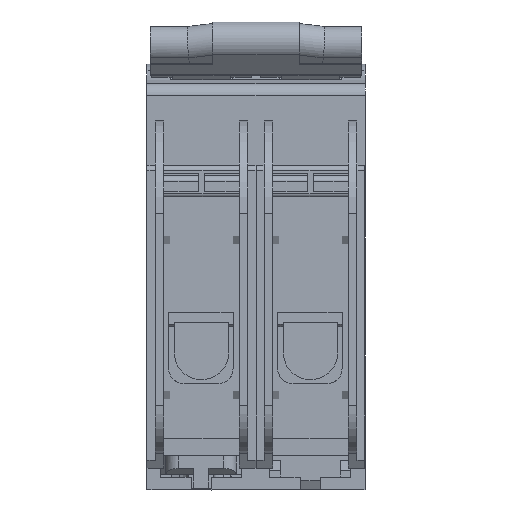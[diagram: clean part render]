
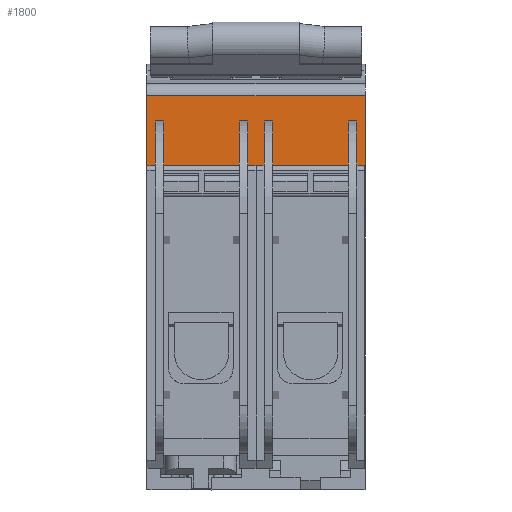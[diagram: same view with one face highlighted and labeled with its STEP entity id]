
A CAD part, front view. The second image highlights one B-rep face of the part: STEP entity #1800.
In plain terms, the highlighted planar face has unit normal (0, -1, 0).
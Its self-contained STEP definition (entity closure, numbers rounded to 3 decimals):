
#1628=AXIS2_PLACEMENT_3D('Plane Axis2P3D',#1625,#1626,#1627) ;
#557=CARTESIAN_POINT('Control Point',(0.,35.37,49.739)) ;
#558=CARTESIAN_POINT('Control Point',(0.,35.37,49.52)) ;
#559=CARTESIAN_POINT('Control Point',(0.,35.37,49.3)) ;
#560=CARTESIAN_POINT('Control Point',(0.,35.37,49.08)) ;
#561=CARTESIAN_POINT('Control Point',(0.,35.37,48.861)) ;
#562=CARTESIAN_POINT('Vertex',(0.,35.37,48.861)) ;
#564=CARTESIAN_POINT('Vertex',(0.,35.37,49.739)) ;
#567=CARTESIAN_POINT('Line Origine',(0.,35.37,56.678)) ;
#571=CARTESIAN_POINT('Vertex',(0.,35.37,63.618)) ;
#1625=CARTESIAN_POINT('Axis2P3D Location',(0.,35.37,63.618)) ;
#1630=CARTESIAN_POINT('Line Origine',(35.175,35.37,48.861)) ;
#1634=CARTESIAN_POINT('Vertex',(35.2,35.37,48.861)) ;
#1636=CARTESIAN_POINT('Vertex',(35.15,35.37,48.861)) ;
#1639=CARTESIAN_POINT('Line Origine',(35.2,35.37,49.3)) ;
#1643=CARTESIAN_POINT('Vertex',(35.2,35.37,49.739)) ;
#1646=CARTESIAN_POINT('Line Origine',(35.2,35.37,56.678)) ;
#1650=CARTESIAN_POINT('Vertex',(35.2,35.37,63.618)) ;
#1653=CARTESIAN_POINT('Line Origine',(17.6,35.37,63.618)) ;
#1658=CARTESIAN_POINT('Line Origine',(0.35,35.37,48.861)) ;
#1662=CARTESIAN_POINT('Vertex',(0.7,35.37,48.861)) ;
#1665=CARTESIAN_POINT('Line Origine',(0.7,35.37,49.3)) ;
#1669=CARTESIAN_POINT('Vertex',(0.7,35.37,49.739)) ;
#1672=CARTESIAN_POINT('Line Origine',(8.8,35.37,49.739)) ;
#1676=CARTESIAN_POINT('Vertex',(16.9,35.37,49.739)) ;
#1679=CARTESIAN_POINT('Line Origine',(16.9,35.37,49.3)) ;
#1683=CARTESIAN_POINT('Vertex',(16.9,35.37,48.861)) ;
#1686=CARTESIAN_POINT('Line Origine',(17.25,35.37,48.861)) ;
#1690=CARTESIAN_POINT('Vertex',(17.6,35.37,48.861)) ;
#1693=CARTESIAN_POINT('Line Origine',(17.625,35.37,48.861)) ;
#1697=CARTESIAN_POINT('Vertex',(17.65,35.37,48.861)) ;
#1700=CARTESIAN_POINT('Line Origine',(17.65,35.37,50.598)) ;
#1704=CARTESIAN_POINT('Vertex',(17.65,35.37,52.335)) ;
#1707=CARTESIAN_POINT('Line Origine',(18.275,35.37,52.335)) ;
#1711=CARTESIAN_POINT('Vertex',(18.9,35.37,52.335)) ;
#1714=CARTESIAN_POINT('Line Origine',(18.9,35.37,55.985)) ;
#1718=CARTESIAN_POINT('Vertex',(18.9,35.37,59.635)) ;
#1721=CARTESIAN_POINT('Line Origine',(19.6,35.37,59.635)) ;
#1725=CARTESIAN_POINT('Vertex',(20.3,35.37,59.635)) ;
#1728=CARTESIAN_POINT('Line Origine',(20.3,35.37,55.985)) ;
#1732=CARTESIAN_POINT('Vertex',(20.3,35.37,52.335)) ;
#1735=CARTESIAN_POINT('Line Origine',(26.4,35.37,52.335)) ;
#1739=CARTESIAN_POINT('Vertex',(32.5,35.37,52.335)) ;
#1742=CARTESIAN_POINT('Line Origine',(32.5,35.37,55.985)) ;
#1746=CARTESIAN_POINT('Vertex',(32.5,35.37,59.635)) ;
#1749=CARTESIAN_POINT('Line Origine',(33.2,35.37,59.635)) ;
#1753=CARTESIAN_POINT('Vertex',(33.9,35.37,59.635)) ;
#1756=CARTESIAN_POINT('Line Origine',(33.9,35.37,55.985)) ;
#1760=CARTESIAN_POINT('Vertex',(33.9,35.37,52.335)) ;
#1763=CARTESIAN_POINT('Line Origine',(34.525,35.37,52.335)) ;
#1767=CARTESIAN_POINT('Vertex',(35.15,35.37,52.335)) ;
#1770=CARTESIAN_POINT('Line Origine',(35.15,35.37,50.598)) ;
#568=DIRECTION('Vector Direction',(0.,0.,-1.)) ;
#1626=DIRECTION('Axis2P3D Direction',(0.,-1.,0.)) ;
#1627=DIRECTION('Axis2P3D XDirection',(0.,0.,-1.)) ;
#1631=DIRECTION('Vector Direction',(-1.,0.,0.)) ;
#1640=DIRECTION('Vector Direction',(0.,0.,-1.)) ;
#1647=DIRECTION('Vector Direction',(0.,0.,-1.)) ;
#1654=DIRECTION('Vector Direction',(1.,0.,0.)) ;
#1659=DIRECTION('Vector Direction',(1.,0.,0.)) ;
#1666=DIRECTION('Vector Direction',(0.,0.,-1.)) ;
#1673=DIRECTION('Vector Direction',(1.,0.,0.)) ;
#1680=DIRECTION('Vector Direction',(0.,0.,-1.)) ;
#1687=DIRECTION('Vector Direction',(-1.,0.,0.)) ;
#1694=DIRECTION('Vector Direction',(1.,0.,0.)) ;
#1701=DIRECTION('Vector Direction',(0.,0.,1.)) ;
#1708=DIRECTION('Vector Direction',(-1.,0.,0.)) ;
#1715=DIRECTION('Vector Direction',(0.,0.,1.)) ;
#1722=DIRECTION('Vector Direction',(1.,0.,0.)) ;
#1729=DIRECTION('Vector Direction',(0.,0.,1.)) ;
#1736=DIRECTION('Vector Direction',(-1.,0.,0.)) ;
#1743=DIRECTION('Vector Direction',(0.,0.,-1.)) ;
#1750=DIRECTION('Vector Direction',(1.,0.,0.)) ;
#1757=DIRECTION('Vector Direction',(0.,0.,-1.)) ;
#1764=DIRECTION('Vector Direction',(-1.,0.,0.)) ;
#1771=DIRECTION('Vector Direction',(0.,0.,-1.)) ;
#569=VECTOR('Line Direction',#568,1.) ;
#1632=VECTOR('Line Direction',#1631,1.) ;
#1641=VECTOR('Line Direction',#1640,1.) ;
#1648=VECTOR('Line Direction',#1647,1.) ;
#1655=VECTOR('Line Direction',#1654,1.) ;
#1660=VECTOR('Line Direction',#1659,1.) ;
#1667=VECTOR('Line Direction',#1666,1.) ;
#1674=VECTOR('Line Direction',#1673,1.) ;
#1681=VECTOR('Line Direction',#1680,1.) ;
#1688=VECTOR('Line Direction',#1687,1.) ;
#1695=VECTOR('Line Direction',#1694,1.) ;
#1702=VECTOR('Line Direction',#1701,1.) ;
#1709=VECTOR('Line Direction',#1708,1.) ;
#1716=VECTOR('Line Direction',#1715,1.) ;
#1723=VECTOR('Line Direction',#1722,1.) ;
#1730=VECTOR('Line Direction',#1729,1.) ;
#1737=VECTOR('Line Direction',#1736,1.) ;
#1744=VECTOR('Line Direction',#1743,1.) ;
#1751=VECTOR('Line Direction',#1750,1.) ;
#1758=VECTOR('Line Direction',#1757,1.) ;
#1765=VECTOR('Line Direction',#1764,1.) ;
#1772=VECTOR('Line Direction',#1771,1.) ;
#1776=ORIENTED_EDGE('',*,*,#1638,.F.) ;
#1777=ORIENTED_EDGE('',*,*,#1645,.F.) ;
#1778=ORIENTED_EDGE('',*,*,#1652,.F.) ;
#1779=ORIENTED_EDGE('',*,*,#1657,.F.) ;
#1780=ORIENTED_EDGE('',*,*,#573,.F.) ;
#1781=ORIENTED_EDGE('',*,*,#566,.F.) ;
#1782=ORIENTED_EDGE('',*,*,#1664,.T.) ;
#1783=ORIENTED_EDGE('',*,*,#1671,.F.) ;
#1784=ORIENTED_EDGE('',*,*,#1678,.T.) ;
#1785=ORIENTED_EDGE('',*,*,#1685,.F.) ;
#1786=ORIENTED_EDGE('',*,*,#1692,.F.) ;
#1787=ORIENTED_EDGE('',*,*,#1699,.F.) ;
#1788=ORIENTED_EDGE('',*,*,#1706,.F.) ;
#1789=ORIENTED_EDGE('',*,*,#1713,.T.) ;
#1790=ORIENTED_EDGE('',*,*,#1720,.T.) ;
#1791=ORIENTED_EDGE('',*,*,#1727,.T.) ;
#1792=ORIENTED_EDGE('',*,*,#1734,.F.) ;
#1793=ORIENTED_EDGE('',*,*,#1741,.F.) ;
#1794=ORIENTED_EDGE('',*,*,#1748,.T.) ;
#1795=ORIENTED_EDGE('',*,*,#1755,.T.) ;
#1796=ORIENTED_EDGE('',*,*,#1762,.F.) ;
#1797=ORIENTED_EDGE('',*,*,#1769,.F.) ;
#1798=ORIENTED_EDGE('',*,*,#1774,.F.) ;
#1800=ADVANCED_FACE('MCB',(#1799),#1629,.T.) ;
#556=B_SPLINE_CURVE_WITH_KNOTS('',4,(#557,#558,#559,#560,#561),.UNSPECIFIED.,.F.,.U.,(5,5),(0.,0.878),.UNSPECIFIED.) ;
#566=EDGE_CURVE('',#563,#565,#556,.F.) ;
#573=EDGE_CURVE('',#565,#572,#570,.F.) ;
#1638=EDGE_CURVE('',#1635,#1637,#1633,.T.) ;
#1645=EDGE_CURVE('',#1644,#1635,#1642,.T.) ;
#1652=EDGE_CURVE('',#1651,#1644,#1649,.T.) ;
#1657=EDGE_CURVE('',#572,#1651,#1656,.T.) ;
#1664=EDGE_CURVE('',#563,#1663,#1661,.T.) ;
#1671=EDGE_CURVE('',#1670,#1663,#1668,.T.) ;
#1678=EDGE_CURVE('',#1670,#1677,#1675,.T.) ;
#1685=EDGE_CURVE('',#1684,#1677,#1682,.F.) ;
#1692=EDGE_CURVE('',#1691,#1684,#1689,.T.) ;
#1699=EDGE_CURVE('',#1698,#1691,#1696,.F.) ;
#1706=EDGE_CURVE('',#1705,#1698,#1703,.F.) ;
#1713=EDGE_CURVE('',#1705,#1712,#1710,.F.) ;
#1720=EDGE_CURVE('',#1712,#1719,#1717,.T.) ;
#1727=EDGE_CURVE('',#1719,#1726,#1724,.T.) ;
#1734=EDGE_CURVE('',#1733,#1726,#1731,.T.) ;
#1741=EDGE_CURVE('',#1740,#1733,#1738,.T.) ;
#1748=EDGE_CURVE('',#1740,#1747,#1745,.F.) ;
#1755=EDGE_CURVE('',#1747,#1754,#1752,.T.) ;
#1762=EDGE_CURVE('',#1761,#1754,#1759,.F.) ;
#1769=EDGE_CURVE('',#1768,#1761,#1766,.T.) ;
#1774=EDGE_CURVE('',#1637,#1768,#1773,.F.) ;
#1775=EDGE_LOOP('',(#1776,#1777,#1778,#1779,#1780,#1781,#1782,#1783,#1784,#1785,#1786,#1787,#1788,#1789,#1790,#1791,#1792,#1793,#1794,#1795,#1796,#1797,#1798)) ;
#1799=FACE_OUTER_BOUND('',#1775,.T.) ;
#570=LINE('Line',#567,#569) ;
#1633=LINE('Line',#1630,#1632) ;
#1642=LINE('Line',#1639,#1641) ;
#1649=LINE('Line',#1646,#1648) ;
#1656=LINE('Line',#1653,#1655) ;
#1661=LINE('Line',#1658,#1660) ;
#1668=LINE('Line',#1665,#1667) ;
#1675=LINE('Line',#1672,#1674) ;
#1682=LINE('Line',#1679,#1681) ;
#1689=LINE('Line',#1686,#1688) ;
#1696=LINE('Line',#1693,#1695) ;
#1703=LINE('Line',#1700,#1702) ;
#1710=LINE('Line',#1707,#1709) ;
#1717=LINE('Line',#1714,#1716) ;
#1724=LINE('Line',#1721,#1723) ;
#1731=LINE('Line',#1728,#1730) ;
#1738=LINE('Line',#1735,#1737) ;
#1745=LINE('Line',#1742,#1744) ;
#1752=LINE('Line',#1749,#1751) ;
#1759=LINE('Line',#1756,#1758) ;
#1766=LINE('Line',#1763,#1765) ;
#1773=LINE('Line',#1770,#1772) ;
#1629=PLANE('',#1628) ;
#563=VERTEX_POINT('',#562) ;
#565=VERTEX_POINT('',#564) ;
#572=VERTEX_POINT('',#571) ;
#1635=VERTEX_POINT('',#1634) ;
#1637=VERTEX_POINT('',#1636) ;
#1644=VERTEX_POINT('',#1643) ;
#1651=VERTEX_POINT('',#1650) ;
#1663=VERTEX_POINT('',#1662) ;
#1670=VERTEX_POINT('',#1669) ;
#1677=VERTEX_POINT('',#1676) ;
#1684=VERTEX_POINT('',#1683) ;
#1691=VERTEX_POINT('',#1690) ;
#1698=VERTEX_POINT('',#1697) ;
#1705=VERTEX_POINT('',#1704) ;
#1712=VERTEX_POINT('',#1711) ;
#1719=VERTEX_POINT('',#1718) ;
#1726=VERTEX_POINT('',#1725) ;
#1733=VERTEX_POINT('',#1732) ;
#1740=VERTEX_POINT('',#1739) ;
#1747=VERTEX_POINT('',#1746) ;
#1754=VERTEX_POINT('',#1753) ;
#1761=VERTEX_POINT('',#1760) ;
#1768=VERTEX_POINT('',#1767) ;
